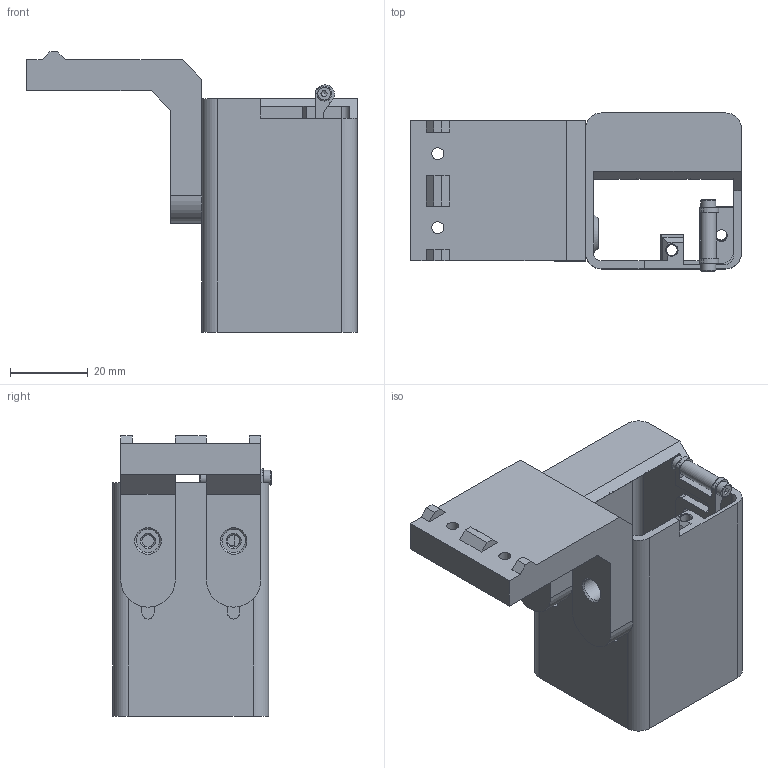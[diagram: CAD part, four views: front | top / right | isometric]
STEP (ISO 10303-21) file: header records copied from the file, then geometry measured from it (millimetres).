
FILE_DESCRIPTION(/* description */ (''),/* implementation_level */ '2;1');
FILE_NAME(/* name */ '喷嘴清理.stp',/* time_stamp */ '2024-12-31T13:33:16+08:00',/* author */ (''),/* organization */ (''),/* preprocessor_version */ 'ST-DEVELOPER v15.2',/* originating_system */ 'Autodesk Translator Framework v2.0.0.5431',/* authorisation */ '');
FILE_SCHEMA (('AUTOMOTIVE_DESIGN { 1 0 10303 214 3 1 1 }'));
Length unit declared in the file: centimetre
Products named in the file (1): 大鱼TT擦嘴
Bounding box: 85 x 40.61 x 72 mm (x, y, z)
Volume: 39937.6 mm3; surface area: 28955.8 mm2
Topology: 6 solids, 6 shells, 207 faces, 527 edges, 339 vertices
Faces by surface type: plane 135, cylinder 51, cone 18, torus 2, bspline 1
Full cylindrical faces by diameter (mm): 1.86 x2, 2 x2, 2.3 x1, 2.8 x2, 3 x1, 3.1 x4, 3.8 x2, 4 x1, 6 x4
Entity records: 6096 total; most frequent: CARTESIAN_POINT 1077, DIRECTION 1031, ORIENTED_EDGE 974, EDGE_CURVE 487, LINE 345, VECTOR 345, AXIS2_PLACEMENT_3D 343, VERTEX_POINT 333
